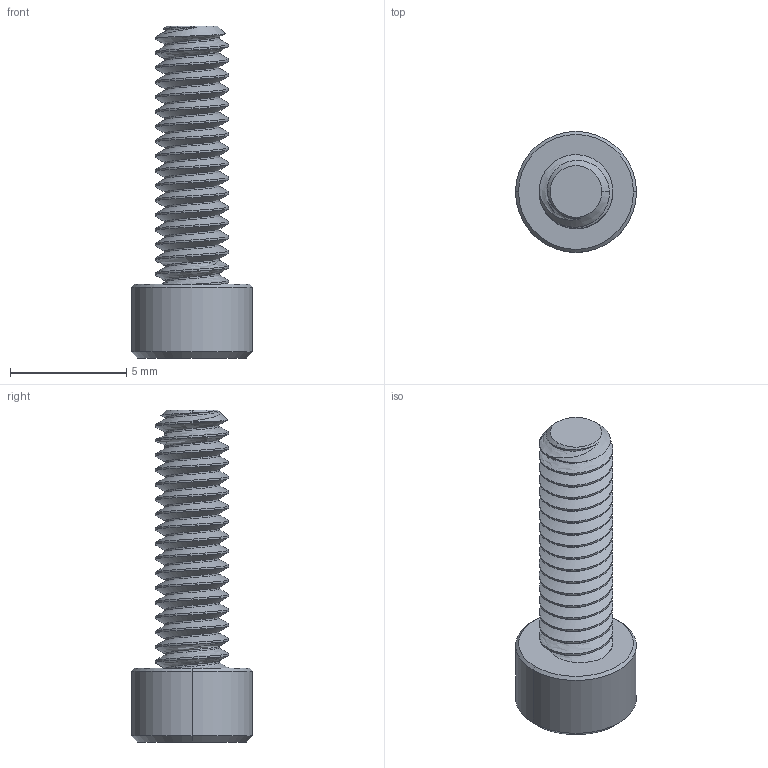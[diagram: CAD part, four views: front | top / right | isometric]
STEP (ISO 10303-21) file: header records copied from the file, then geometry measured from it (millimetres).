
FILE_DESCRIPTION (( 'STEP AP203' ), '1' );
FILE_NAME ('92196A127.step', '2014-02-14T19:12:22', ( '' ), ( '' ), 'SwSTEP 2.0', 'SolidWorks 2010', '' );
FILE_SCHEMA (( 'CONFIG_CONTROL_DESIGN' ));
Length unit declared in the file: inch
Products named in the file (1): 92196A127
Bounding box: 5.21 x 5.21 x 14.29 mm (x, y, z)
Volume: 125 mm3; surface area: 270.5 mm2
Topology: 1 solids, 1 shells, 98 faces, 265 edges, 171 vertices
Faces by surface type: cylinder 73, cone 13, plane 10, bspline 2
Entity records: 4781 total; most frequent: CARTESIAN_POINT 2680, ORIENTED_EDGE 530, DIRECTION 326, EDGE_CURVE 265, VERTEX_POINT 171, AXIS2_PLACEMENT_3D 118, EDGE_LOOP 100, FACE_OUTER_BOUND 98
